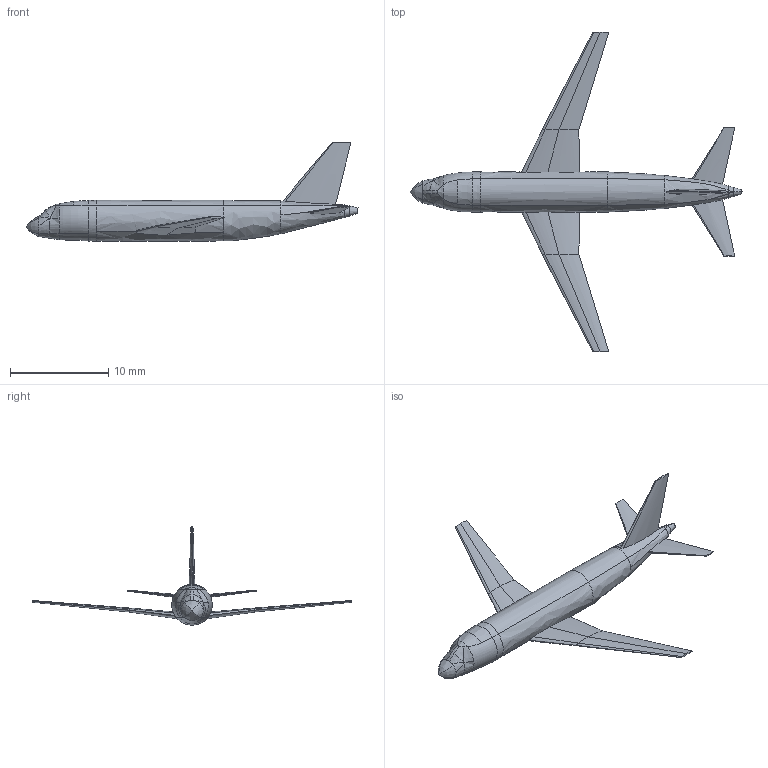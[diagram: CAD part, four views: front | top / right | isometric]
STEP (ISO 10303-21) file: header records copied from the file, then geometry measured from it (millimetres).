
FILE_DESCRIPTION(('CAx-IF Rec.Pracs.---Model Styling and Organization---1.2---2011-12-15','CAx-IF Rec.Pracs.---Geometric and Assembly Validation Properties---4.1---2014-06-16','CAx-IF Rec.Pracs.---PMI Polyline Presentation---2.0---2013-05-24'),'2;1');
FILE_NAME('scale2.stp','2017-10-16T05:55:35+08:00',('HyperWorksVersion-14.0.0.88'),(''),'STEP Interface 4.0 Sp3 by CT CoreTechnologie','3D_Kernel_IO4.0 Sp3 by CT CoreTechnologie','');
FILE_SCHEMA(('AUTOMOTIVE_DESIGN { 1 0 10303 214 1 1 1 1 }'));
Length unit declared in the file: millimetre
Products named in the file (1): scale2
Bounding box: 33.84 x 32.54 x 10.03 mm (x, y, z)
Volume: 372.7 mm3; surface area: 654.3 mm2
Topology: 1 solids, 1 shells, 83 faces, 198 edges, 110 vertices
Faces by surface type: bspline 83
Entity records: 10725 total; most frequent: CARTESIAN_POINT 8513, ORIENTED_EDGE 382, DIRECTION 218, EDGE_CURVE 191, VERTEX_POINT 110, AXIS2_PLACEMENT_3D 86, CIRCLE 85, EDGE_LOOP 83
